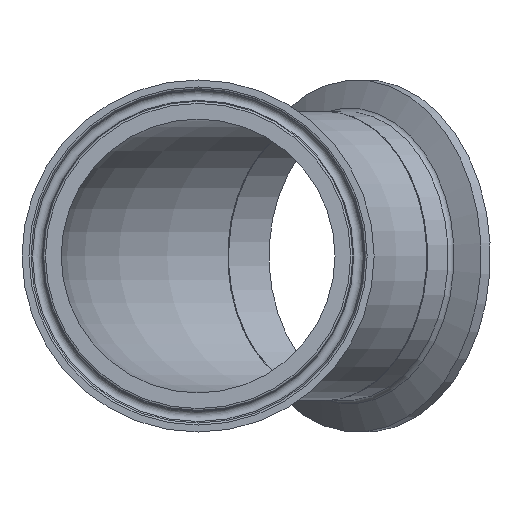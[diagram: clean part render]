
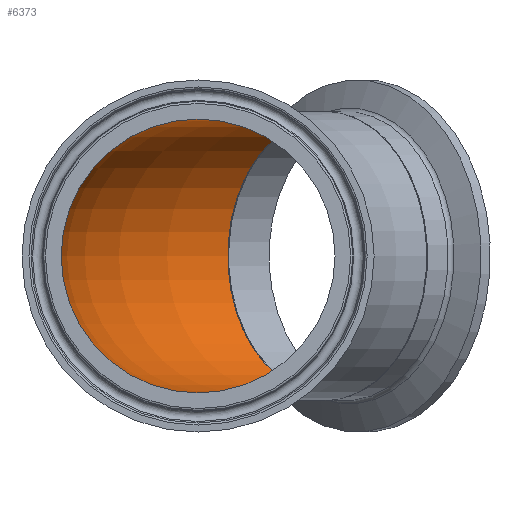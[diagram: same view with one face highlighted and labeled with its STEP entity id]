
A CAD part, front view. The second image highlights one B-rep face of the part: STEP entity #6373.
In plain terms, the highlighted toroidal (fillet/blend) face has major radius 95.25 mm and minor radius 30.099 mm.
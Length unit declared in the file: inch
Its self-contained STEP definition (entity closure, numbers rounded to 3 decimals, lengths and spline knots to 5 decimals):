
#57=CIRCLE('',#6614,1.185);
#58=CIRCLE('',#6615,1.185);
#125=FACE_BOUND('',#1831,.T.);
#1401=FACE_OUTER_BOUND('',#1830,.T.);
#1830=EDGE_LOOP('',(#5888));
#1831=EDGE_LOOP('',(#5889));
#3077=VERTEX_POINT('',#14306);
#3078=VERTEX_POINT('',#14308);
#4017=EDGE_CURVE('',#3077,#3077,#57,.T.);
#4018=EDGE_CURVE('',#3078,#3078,#58,.T.);
#5888=ORIENTED_EDGE('',*,*,#4017,.F.);
#5889=ORIENTED_EDGE('',*,*,#4018,.F.);
#5942=TOROIDAL_SURFACE('',#6613,3.75,1.185);
#6373=ADVANCED_FACE('',(#1401,#125),#5942,.F.);
#6613=AXIS2_PLACEMENT_3D('',#14305,#7389,#7390);
#6614=AXIS2_PLACEMENT_3D('',#14307,#7391,#7392);
#6615=AXIS2_PLACEMENT_3D('',#14309,#7393,#7394);
#7389=DIRECTION('center_axis',(0.,0.,
1.));
#7390=DIRECTION('ref_axis',(-0.707,0.707,0.));
#7391=DIRECTION('center_axis',(0.,1.,0.));
#7392=DIRECTION('ref_axis',(-1.,0.,0.));
#7393=DIRECTION('center_axis',(-0.707,-0.707,0.));
#7394=DIRECTION('ref_axis',(-0.707,0.707,0.));
#14305=CARTESIAN_POINT('Origin',(9.0533,-1.5533,0.));
#14306=CARTESIAN_POINT('',(4.1183,-1.5533,0.));
#14307=CARTESIAN_POINT('Origin',(5.3033,-1.5533,0.));
#14308=CARTESIAN_POINT('',(5.56373,1.93627,0.));
#14309=CARTESIAN_POINT('Origin',(6.40165,1.09835,0.));
